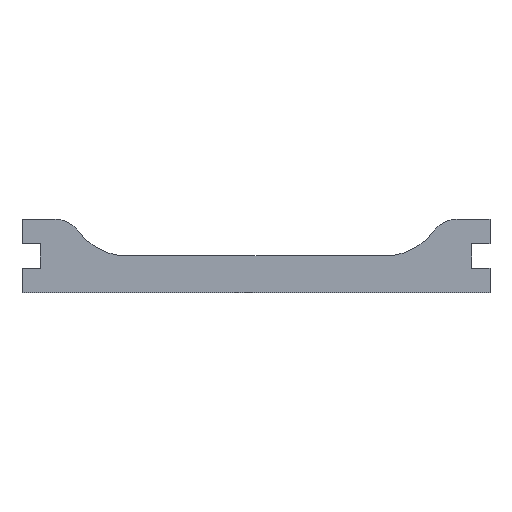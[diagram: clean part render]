
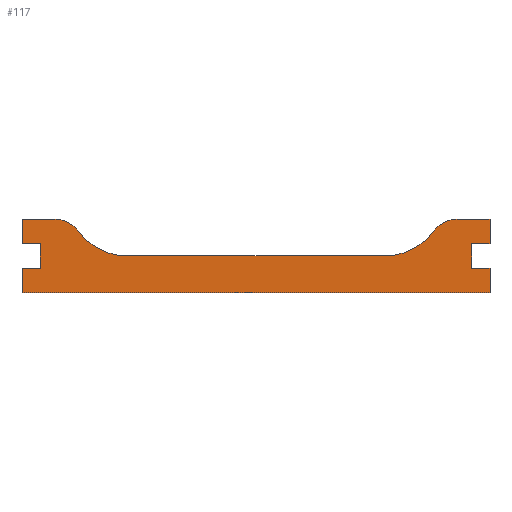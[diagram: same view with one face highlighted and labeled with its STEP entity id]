
A CAD part, top view. The second image highlights one B-rep face of the part: STEP entity #117.
In plain terms, the highlighted planar face has unit normal (0, 0, 1).
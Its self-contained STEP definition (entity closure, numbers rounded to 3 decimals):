
#1 = VERTEX_POINT ( 'NONE', #124 ) ;
#2 = VERTEX_POINT ( 'NONE', #415 ) ;
#3 = ORIENTED_EDGE ( 'NONE', *, *, #87, .T. ) ;
#5 = VERTEX_POINT ( 'NONE', #68 ) ;
#7 = CARTESIAN_POINT ( 'NONE',  ( 28.835, 10., 1.5 ) ) ;
#8 = LINE ( 'NONE', #475, #50 ) ;
#14 = VERTEX_POINT ( 'NONE', #422 ) ;
#15 = DIRECTION ( 'NONE',  ( 0., 0., -1. ) ) ;
#21 = CARTESIAN_POINT ( 'NONE',  ( -28.835, 10., 1.5 ) ) ;
#22 = EDGE_CURVE ( 'NONE', #578, #80, #269, .T. ) ;
#23 = EDGE_CURVE ( 'NONE', #1, #499, #57, .T. ) ;
#25 = CARTESIAN_POINT ( 'NONE',  ( 38., 4., 1.5 ) ) ;
#26 = ORIENTED_EDGE ( 'NONE', *, *, #22, .T. ) ;
#28 = DIRECTION ( 'NONE',  ( 0., -1., 0. ) ) ;
#37 = EDGE_CURVE ( 'NONE', #14, #293, #662, .T. ) ;
#44 = LINE ( 'NONE', #252, #121 ) ;
#47 = VERTEX_POINT ( 'NONE', #620 ) ;
#48 = VERTEX_POINT ( 'NONE', #54 ) ;
#50 = VECTOR ( 'NONE', #162, 1000. ) ;
#51 = ORIENTED_EDGE ( 'NONE', *, *, #376, .T. ) ;
#52 = ORIENTED_EDGE ( 'NONE', *, *, #463, .T. ) ;
#54 = CARTESIAN_POINT ( 'NONE',  ( -35., 8., 1.5 ) ) ;
#55 = EDGE_CURVE ( 'NONE', #208, #47, #490, .T. ) ;
#57 = LINE ( 'NONE', #330, #433 ) ;
#58 = DIRECTION ( 'NONE',  ( -1., 0., 0. ) ) ;
#67 = EDGE_CURVE ( 'NONE', #343, #386, #77, .T. ) ;
#68 = CARTESIAN_POINT ( 'NONE',  ( 38., 12., 1.5 ) ) ;
#70 = CARTESIAN_POINT ( 'NONE',  ( 38., 12., 1.5 ) ) ;
#73 = VECTOR ( 'NONE', #28, 1000. ) ;
#77 = LINE ( 'NONE', #565, #609 ) ;
#80 = VERTEX_POINT ( 'NONE', #249 ) ;
#87 = EDGE_CURVE ( 'NONE', #494, #343, #44, .T. ) ;
#89 = EDGE_CURVE ( 'NONE', #425, #14, #381, .T. ) ;
#106 = DIRECTION ( 'NONE',  ( 0., -1., 0. ) ) ;
#107 = ORIENTED_EDGE ( 'NONE', *, *, #517, .T. ) ;
#115 = DIRECTION ( 'NONE',  ( 0., 1., 0. ) ) ;
#117 = ADVANCED_FACE ( 'NONE', ( #190 ), #306, .F. ) ;
#121 = VECTOR ( 'NONE', #149, 1000. ) ;
#124 = CARTESIAN_POINT ( 'NONE',  ( 38., 0., 1.5 ) ) ;
#131 = CARTESIAN_POINT ( 'NONE',  ( -35., 12., 1.5 ) ) ;
#149 = DIRECTION ( 'NONE',  ( -1., 0., 0. ) ) ;
#154 = CARTESIAN_POINT ( 'NONE',  ( 20.835, 16., 1.5 ) ) ;
#162 = DIRECTION ( 'NONE',  ( -1., 0., 0. ) ) ;
#163 = DIRECTION ( 'NONE',  ( 0., 0., 1. ) ) ;
#165 = ORIENTED_EDGE ( 'NONE', *, *, #288, .T. ) ;
#167 = DIRECTION ( 'NONE',  ( 0., 1., 0. ) ) ;
#175 = DIRECTION ( 'NONE',  ( 1., 0., 0. ) ) ;
#179 = DIRECTION ( 'NONE',  ( -1., 0., 0. ) ) ;
#180 = ORIENTED_EDGE ( 'NONE', *, *, #406, .T. ) ;
#190 = FACE_OUTER_BOUND ( 'NONE', #337, .T. ) ;
#192 = ORIENTED_EDGE ( 'NONE', *, *, #250, .T. ) ;
#196 = LINE ( 'NONE', #264, #390 ) ;
#198 = ORIENTED_EDGE ( 'NONE', *, *, #566, .T. ) ;
#201 = LINE ( 'NONE', #538, #236 ) ;
#204 = VECTOR ( 'NONE', #115, 1000. ) ;
#208 = VERTEX_POINT ( 'NONE', #7 ) ;
#227 = AXIS2_PLACEMENT_3D ( 'NONE', #263, #15, #331 ) ;
#231 = CARTESIAN_POINT ( 'NONE',  ( -38., 0., 1.5 ) ) ;
#236 = VECTOR ( 'NONE', #646, 1000. ) ;
#249 = CARTESIAN_POINT ( 'NONE',  ( 35., 8., 1.5 ) ) ;
#250 = EDGE_CURVE ( 'NONE', #80, #452, #196, .T. ) ;
#252 = CARTESIAN_POINT ( 'NONE',  ( -35., 4., 1.5 ) ) ;
#256 = CARTESIAN_POINT ( 'NONE',  ( 0., 0., 1.5 ) ) ;
#258 = LINE ( 'NONE', #644, #670 ) ;
#260 = AXIS2_PLACEMENT_3D ( 'NONE', #154, #521, #58 ) ;
#262 = DIRECTION ( 'NONE',  ( -1., 0., 0. ) ) ;
#263 = CARTESIAN_POINT ( 'NONE',  ( -20.835, 16., 1.5 ) ) ;
#264 = CARTESIAN_POINT ( 'NONE',  ( 35., 8., 1.5 ) ) ;
#266 = CARTESIAN_POINT ( 'NONE',  ( -35., 4., 1.5 ) ) ;
#269 = LINE ( 'NONE', #419, #204 ) ;
#280 = CARTESIAN_POINT ( 'NONE',  ( 35., 4., 1.5 ) ) ;
#281 = LINE ( 'NONE', #341, #572 ) ;
#288 = EDGE_CURVE ( 'NONE', #405, #208, #344, .T. ) ;
#293 = VERTEX_POINT ( 'NONE', #632 ) ;
#294 = VECTOR ( 'NONE', #179, 1000. ) ;
#298 = ORIENTED_EDGE ( 'NONE', *, *, #89, .T. ) ;
#306 = PLANE ( 'NONE',  #548 ) ;
#310 = DIRECTION ( 'NONE',  ( -1., 0., 0. ) ) ;
#313 = DIRECTION ( 'NONE',  ( 0., 0., -1. ) ) ;
#321 = CARTESIAN_POINT ( 'NONE',  ( -38., 12., 1.5 ) ) ;
#327 = EDGE_CURVE ( 'NONE', #342, #47, #258, .T. ) ;
#329 = CARTESIAN_POINT ( 'NONE',  ( 32.835, 7., 1.5 ) ) ;
#330 = CARTESIAN_POINT ( 'NONE',  ( 38., 0., 1.5 ) ) ;
#331 = DIRECTION ( 'NONE',  ( -1., 0., 0. ) ) ;
#337 = EDGE_LOOP ( 'NONE', ( #649, #165, #353, #562, #52, #298, #436, #576, #51, #107, #3, #438, #198, #539, #180, #26, #192, #550 ) ) ;
#340 = AXIS2_PLACEMENT_3D ( 'NONE', #329, #163, #262 ) ;
#341 = CARTESIAN_POINT ( 'NONE',  ( -35., 8., 1.5 ) ) ;
#342 = VERTEX_POINT ( 'NONE', #590 ) ;
#343 = VERTEX_POINT ( 'NONE', #385 ) ;
#344 = CIRCLE ( 'NONE', #340, 5. ) ;
#348 = EDGE_CURVE ( 'NONE', #452, #5, #370, .T. ) ;
#350 = VECTOR ( 'NONE', #175, 1000. ) ;
#353 = ORIENTED_EDGE ( 'NONE', *, *, #55, .T. ) ;
#363 = CARTESIAN_POINT ( 'NONE',  ( -32.835, 7., 1.5 ) ) ;
#370 = LINE ( 'NONE', #70, #400 ) ;
#375 = EDGE_CURVE ( 'NONE', #5, #405, #437, .T. ) ;
#376 = EDGE_CURVE ( 'NONE', #2, #48, #281, .T. ) ;
#381 = CIRCLE ( 'NONE', #478, 5. ) ;
#382 = DIRECTION ( 'NONE',  ( 1., 0., 0. ) ) ;
#385 = CARTESIAN_POINT ( 'NONE',  ( -38., 4., 1.5 ) ) ;
#386 = VERTEX_POINT ( 'NONE', #231 ) ;
#390 = VECTOR ( 'NONE', #482, 1000. ) ;
#400 = VECTOR ( 'NONE', #531, 1000. ) ;
#405 = VERTEX_POINT ( 'NONE', #643 ) ;
#406 = EDGE_CURVE ( 'NONE', #499, #578, #8, .T. ) ;
#410 = LINE ( 'NONE', #321, #73 ) ;
#411 = DIRECTION ( 'NONE',  ( 0., 0., 1. ) ) ;
#415 = CARTESIAN_POINT ( 'NONE',  ( -38., 8., 1.5 ) ) ;
#419 = CARTESIAN_POINT ( 'NONE',  ( 35., 0., 1.5 ) ) ;
#422 = CARTESIAN_POINT ( 'NONE',  ( -32.835, 12., 1.5 ) ) ;
#425 = VERTEX_POINT ( 'NONE', #21 ) ;
#427 = EDGE_CURVE ( 'NONE', #293, #2, #410, .T. ) ;
#430 = CARTESIAN_POINT ( 'NONE',  ( 38., 8., 1.5 ) ) ;
#433 = VECTOR ( 'NONE', #167, 1000. ) ;
#436 = ORIENTED_EDGE ( 'NONE', *, *, #37, .T. ) ;
#437 = LINE ( 'NONE', #131, #294 ) ;
#438 = ORIENTED_EDGE ( 'NONE', *, *, #67, .T. ) ;
#449 = CIRCLE ( 'NONE', #227, 10. ) ;
#452 = VERTEX_POINT ( 'NONE', #430 ) ;
#463 = EDGE_CURVE ( 'NONE', #342, #425, #449, .T. ) ;
#475 = CARTESIAN_POINT ( 'NONE',  ( 35., 4., 1.5 ) ) ;
#478 = AXIS2_PLACEMENT_3D ( 'NONE', #363, #411, #622 ) ;
#482 = DIRECTION ( 'NONE',  ( 1., 0., 0. ) ) ;
#486 = LINE ( 'NONE', #491, #350 ) ;
#490 = CIRCLE ( 'NONE', #260, 10. ) ;
#491 = CARTESIAN_POINT ( 'NONE',  ( -35., 0., 1.5 ) ) ;
#494 = VERTEX_POINT ( 'NONE', #266 ) ;
#499 = VERTEX_POINT ( 'NONE', #25 ) ;
#517 = EDGE_CURVE ( 'NONE', #48, #494, #201, .T. ) ;
#518 = VECTOR ( 'NONE', #591, 1000. ) ;
#521 = DIRECTION ( 'NONE',  ( 0., 0., -1. ) ) ;
#531 = DIRECTION ( 'NONE',  ( 0., 1., 0. ) ) ;
#538 = CARTESIAN_POINT ( 'NONE',  ( -35., 0., 1.5 ) ) ;
#539 = ORIENTED_EDGE ( 'NONE', *, *, #23, .T. ) ;
#546 = DIRECTION ( 'NONE',  ( 1., 0., 0. ) ) ;
#548 = AXIS2_PLACEMENT_3D ( 'NONE', #256, #313, #310 ) ;
#550 = ORIENTED_EDGE ( 'NONE', *, *, #348, .T. ) ;
#562 = ORIENTED_EDGE ( 'NONE', *, *, #327, .F. ) ;
#565 = CARTESIAN_POINT ( 'NONE',  ( -38., 0., 1.5 ) ) ;
#566 = EDGE_CURVE ( 'NONE', #386, #1, #486, .T. ) ;
#572 = VECTOR ( 'NONE', #546, 1000. ) ;
#576 = ORIENTED_EDGE ( 'NONE', *, *, #427, .T. ) ;
#578 = VERTEX_POINT ( 'NONE', #280 ) ;
#590 = CARTESIAN_POINT ( 'NONE',  ( -20.835, 6., 1.5 ) ) ;
#591 = DIRECTION ( 'NONE',  ( -1., 0., 0. ) ) ;
#609 = VECTOR ( 'NONE', #106, 1000. ) ;
#620 = CARTESIAN_POINT ( 'NONE',  ( 20.835, 6., 1.5 ) ) ;
#622 = DIRECTION ( 'NONE',  ( -1., 0., 0. ) ) ;
#632 = CARTESIAN_POINT ( 'NONE',  ( -38., 12., 1.5 ) ) ;
#642 = CARTESIAN_POINT ( 'NONE',  ( -35., 12., 1.5 ) ) ;
#643 = CARTESIAN_POINT ( 'NONE',  ( 32.835, 12., 1.5 ) ) ;
#644 = CARTESIAN_POINT ( 'NONE',  ( 0., 6., 1.5 ) ) ;
#646 = DIRECTION ( 'NONE',  ( 0., -1., 0. ) ) ;
#649 = ORIENTED_EDGE ( 'NONE', *, *, #375, .T. ) ;
#662 = LINE ( 'NONE', #642, #518 ) ;
#670 = VECTOR ( 'NONE', #382, 1000. ) ;
